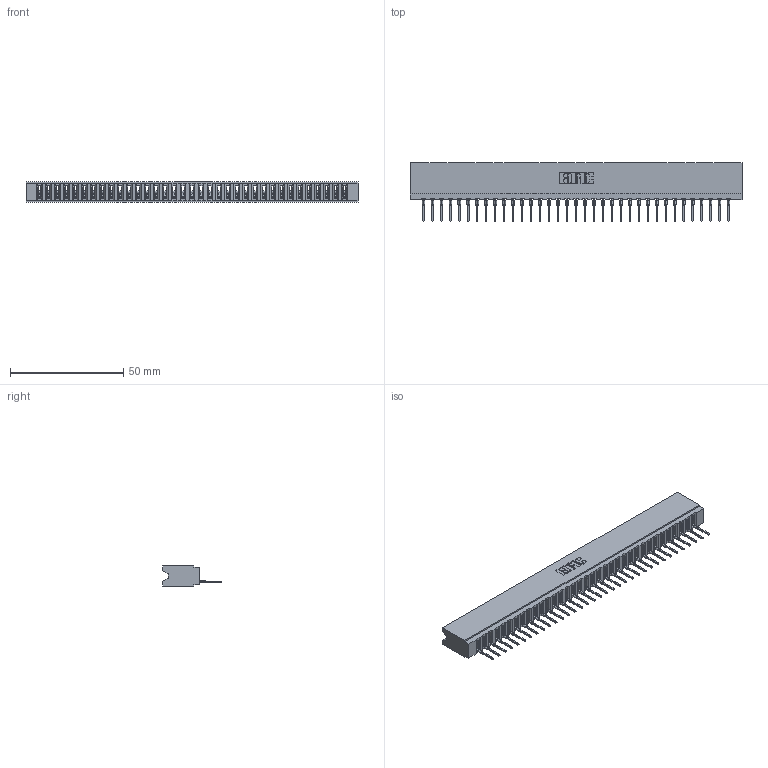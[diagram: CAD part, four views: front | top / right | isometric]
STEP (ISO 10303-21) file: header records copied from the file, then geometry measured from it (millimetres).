
FILE_DESCRIPTION (( 'STEP AP203' ), '1' );
FILE_NAME ('737-035-522-106.STEP', '2026-02-24T23:36:05', ( '' ), ( '' ), 'SwSTEP 2.0', 'SolidWorks 2023', '' );
FILE_SCHEMA (( 'CONFIG_CONTROL_DESIGN' ));
Length unit declared in the file: millimetre
Products named in the file (3): 737 Part_Insulator Option - 06; 737-035-522-106; 745-292-001_522
Assembly tree (36 placements, depth 2):
  737-035-522-106
    737 Part_Insulator Option - 06
    745-292-001_522  x35
Bounding box: 146.56 x 25.92 x 8.89 mm (x, y, z)
Volume: 14142.8 mm3; surface area: 19284.5 mm2
Topology: 36 solids, 36 shells, 4050 faces, 11142 edges, 7030 vertices
Faces by surface type: plane 2435, cylinder 705, bspline 700, torus 210
Entity records: 59901 total; most frequent: CARTESIAN_POINT 11063, ORIENTED_EDGE 10520, DIRECTION 9118, EDGE_CURVE 5260, LINE 4868, VECTOR 4868, VERTEX_POINT 3358, AXIS2_PLACEMENT_3D 2125
